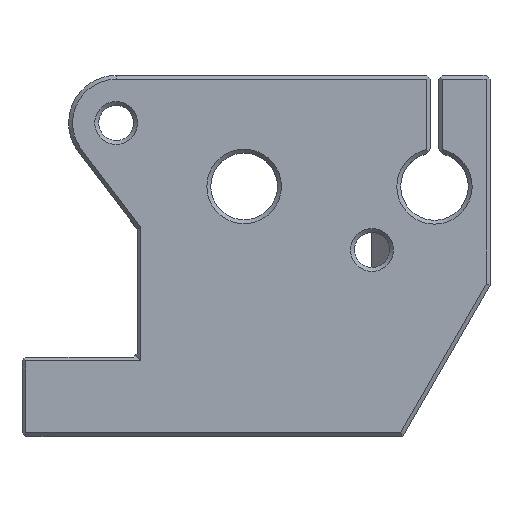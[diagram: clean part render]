
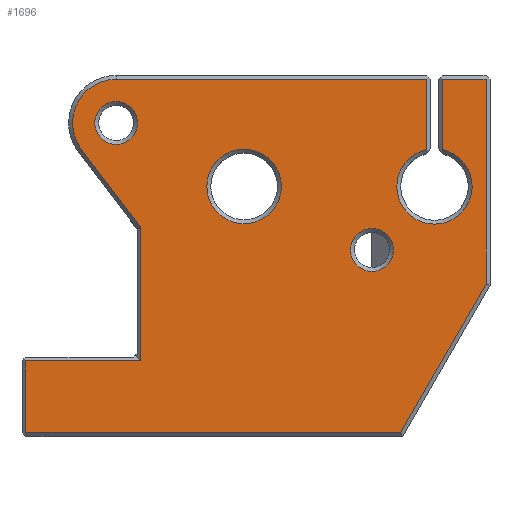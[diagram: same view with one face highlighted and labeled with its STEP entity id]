
A CAD part, top view. The second image highlights one B-rep face of the part: STEP entity #1696.
In plain terms, the highlighted planar face has unit normal (0, 0, 1).
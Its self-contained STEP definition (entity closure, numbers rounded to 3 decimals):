
#36=FACE_BOUND('',#181,.T.);
#37=FACE_BOUND('',#182,.T.);
#38=FACE_BOUND('',#183,.T.);
#51=CIRCLE('',#1802,4.75);
#52=CIRCLE('',#1803,5.5);
#53=CIRCLE('',#1804,2.7);
#54=CIRCLE('',#1805,4.7);
#55=CIRCLE('',#1806,2.7);
#88=FACE_OUTER_BOUND('',#180,.T.);
#180=EDGE_LOOP('',(#1191,#1192,#1193,#1194,#1195,#1196,#1197,#1198,#1199,
#1200,#1201,#1202,#1203));
#181=EDGE_LOOP('',(#1204));
#182=EDGE_LOOP('',(#1205));
#183=EDGE_LOOP('',(#1206));
#323=LINE('',#2462,#540);
#332=LINE('',#2480,#549);
#335=LINE('',#2485,#552);
#336=LINE('',#2487,#553);
#337=LINE('',#2489,#554);
#338=LINE('',#2491,#555);
#339=LINE('',#2493,#556);
#340=LINE('',#2497,#557);
#341=LINE('',#2499,#558);
#342=LINE('',#2503,#559);
#343=LINE('',#2504,#560);
#540=VECTOR('',#1980,10.);
#549=VECTOR('',#1993,10.);
#552=VECTOR('',#1998,10.);
#553=VECTOR('',#1999,10.);
#554=VECTOR('',#2000,10.);
#555=VECTOR('',#2001,10.);
#556=VECTOR('',#2002,10.);
#557=VECTOR('',#2005,10.);
#558=VECTOR('',#2006,10.);
#559=VECTOR('',#2009,10.);
#560=VECTOR('',#2010,10.);
#749=VERTEX_POINT('',#2459);
#750=VERTEX_POINT('',#2461);
#757=VERTEX_POINT('',#2479);
#758=VERTEX_POINT('',#2484);
#759=VERTEX_POINT('',#2486);
#760=VERTEX_POINT('',#2488);
#761=VERTEX_POINT('',#2490);
#762=VERTEX_POINT('',#2492);
#763=VERTEX_POINT('',#2494);
#764=VERTEX_POINT('',#2496);
#765=VERTEX_POINT('',#2498);
#766=VERTEX_POINT('',#2500);
#767=VERTEX_POINT('',#2502);
#768=VERTEX_POINT('',#2505);
#769=VERTEX_POINT('',#2507);
#770=VERTEX_POINT('',#2509);
#919=EDGE_CURVE('',#749,#750,#323,.T.);
#928=EDGE_CURVE('',#750,#757,#332,.T.);
#931=EDGE_CURVE('',#758,#749,#335,.T.);
#932=EDGE_CURVE('',#759,#758,#336,.T.);
#933=EDGE_CURVE('',#760,#759,#337,.T.);
#934=EDGE_CURVE('',#761,#760,#338,.T.);
#935=EDGE_CURVE('',#762,#761,#339,.T.);
#936=EDGE_CURVE('',#763,#762,#51,.T.);
#937=EDGE_CURVE('',#764,#763,#340,.T.);
#938=EDGE_CURVE('',#765,#764,#341,.T.);
#939=EDGE_CURVE('',#766,#765,#52,.T.);
#940=EDGE_CURVE('',#767,#766,#342,.T.);
#941=EDGE_CURVE('',#757,#767,#343,.T.);
#942=EDGE_CURVE('',#768,#768,#53,.T.);
#943=EDGE_CURVE('',#769,#769,#54,.T.);
#944=EDGE_CURVE('',#770,#770,#55,.T.);
#1191=ORIENTED_EDGE('',*,*,#919,.F.);
#1192=ORIENTED_EDGE('',*,*,#931,.F.);
#1193=ORIENTED_EDGE('',*,*,#932,.F.);
#1194=ORIENTED_EDGE('',*,*,#933,.F.);
#1195=ORIENTED_EDGE('',*,*,#934,.F.);
#1196=ORIENTED_EDGE('',*,*,#935,.F.);
#1197=ORIENTED_EDGE('',*,*,#936,.F.);
#1198=ORIENTED_EDGE('',*,*,#937,.F.);
#1199=ORIENTED_EDGE('',*,*,#938,.F.);
#1200=ORIENTED_EDGE('',*,*,#939,.F.);
#1201=ORIENTED_EDGE('',*,*,#940,.F.);
#1202=ORIENTED_EDGE('',*,*,#941,.F.);
#1203=ORIENTED_EDGE('',*,*,#928,.F.);
#1204=ORIENTED_EDGE('',*,*,#942,.F.);
#1205=ORIENTED_EDGE('',*,*,#943,.F.);
#1206=ORIENTED_EDGE('',*,*,#944,.F.);
#1620=PLANE('',#1801);
#1696=ADVANCED_FACE('',(#88,#36,#37,#38),#1620,.F.);
#1801=AXIS2_PLACEMENT_3D('',#2483,#1996,#1997);
#1802=AXIS2_PLACEMENT_3D('',#2495,#2003,#2004);
#1803=AXIS2_PLACEMENT_3D('',#2501,#2007,#2008);
#1804=AXIS2_PLACEMENT_3D('',#2506,#2011,#2012);
#1805=AXIS2_PLACEMENT_3D('',#2508,#2013,#2014);
#1806=AXIS2_PLACEMENT_3D('',#2510,#2015,#2016);
#1980=DIRECTION('',(0.,1.,0.));
#1993=DIRECTION('',(1.,0.,0.));
#1996=DIRECTION('center_axis',(0.,0.,-1.));
#1997=DIRECTION('ref_axis',(-1.,0.,0.));
#1998=DIRECTION('',(-1.,0.,0.));
#1999=DIRECTION('',(-0.5,-0.866,0.));
#2000=DIRECTION('',(0.,-1.,0.));
#2001=DIRECTION('',(1.,0.,0.));
#2002=DIRECTION('',(0.,1.,0.));
#2003=DIRECTION('center_axis',(0.,0.,1.));
#2004=DIRECTION('ref_axis',(0.273,-0.962,0.));
#2005=DIRECTION('',(0.,-1.,0.));
#2006=DIRECTION('',(1.,0.,0.));
#2007=DIRECTION('center_axis',(0.,0.,-1.));
#2008=DIRECTION('ref_axis',(-1.,0.,0.));
#2009=DIRECTION('',(-0.605,0.796,0.));
#2010=DIRECTION('',(0.,1.,0.));
#2011=DIRECTION('center_axis',(0.,0.,1.));
#2012=DIRECTION('ref_axis',(-1.,0.,0.));
#2013=DIRECTION('center_axis',(0.,0.,1.));
#2014=DIRECTION('ref_axis',(1.,0.,0.));
#2015=DIRECTION('center_axis',(0.,0.,1.));
#2016=DIRECTION('ref_axis',(-1.,0.,0.));
#2459=CARTESIAN_POINT('',(-27.5,0.5,10.));
#2461=CARTESIAN_POINT('',(-27.5,9.5,10.));
#2462=CARTESIAN_POINT('',(-27.5,0.,10.));
#2479=CARTESIAN_POINT('',(-13.,9.5,10.));
#2480=CARTESIAN_POINT('',(10.,9.5,10.));
#2483=CARTESIAN_POINT('Origin',(20.,0.,10.));
#2484=CARTESIAN_POINT('',(19.711,0.5,10.));
#2485=CARTESIAN_POINT('',(10.,0.5,10.));
#2486=CARTESIAN_POINT('',(30.5,19.187,10.));
#2487=CARTESIAN_POINT('',(19.567,0.25,10.));
#2488=CARTESIAN_POINT('',(30.5,45.,10.));
#2489=CARTESIAN_POINT('',(30.5,9.526,10.));
#2490=CARTESIAN_POINT('',(25.,45.,10.));
#2491=CARTESIAN_POINT('',(25.25,45.,10.));
#2492=CARTESIAN_POINT('',(25.,36.144,10.));
#2493=CARTESIAN_POINT('',(25.,18.125,10.));
#2494=CARTESIAN_POINT('',(23.,36.144,10.));
#2495=CARTESIAN_POINT('Origin',(24.,31.5,10.));
#2496=CARTESIAN_POINT('',(23.,45.,10.));
#2497=CARTESIAN_POINT('',(23.,18.125,10.));
#2498=CARTESIAN_POINT('',(-16.124,45.,10.));
#2499=CARTESIAN_POINT('',(25.25,45.,10.));
#2500=CARTESIAN_POINT('',(-20.626,36.341,10.));
#2501=CARTESIAN_POINT('Origin',(-16.124,39.5,10.));
#2502=CARTESIAN_POINT('',(-13.,26.302,10.));
#2503=CARTESIAN_POINT('',(-0.678,10.083,10.));
#2504=CARTESIAN_POINT('',(-13.,16.75,10.));
#2505=CARTESIAN_POINT('',(18.824,23.5,10.));
#2506=CARTESIAN_POINT('Origin',(16.124,23.5,10.));
#2507=CARTESIAN_POINT('',(-4.7,31.5,10.));
#2508=CARTESIAN_POINT('Origin',(0.,31.5,10.));
#2509=CARTESIAN_POINT('',(-13.424,39.5,10.));
#2510=CARTESIAN_POINT('Origin',(-16.124,39.5,10.));
